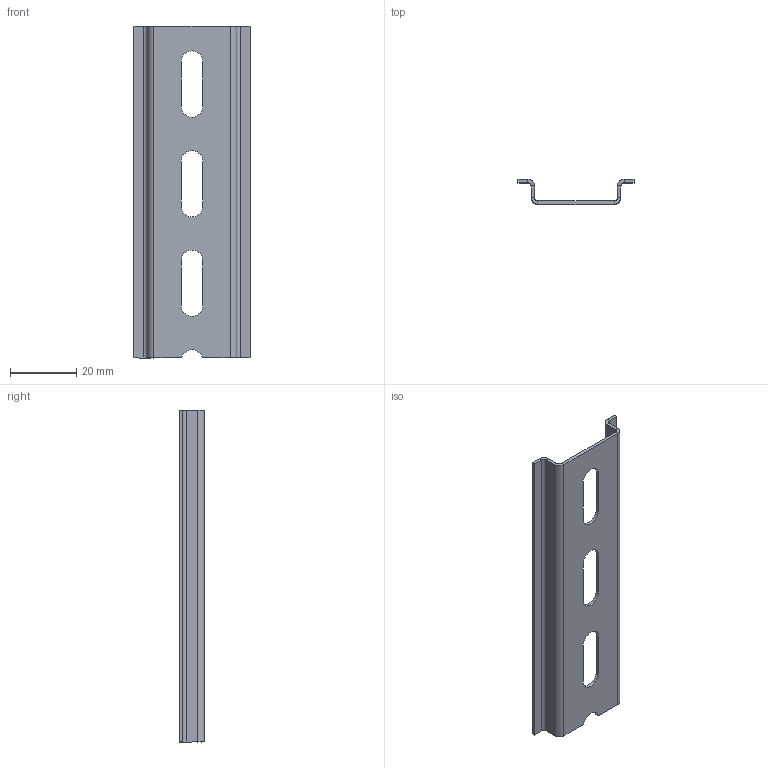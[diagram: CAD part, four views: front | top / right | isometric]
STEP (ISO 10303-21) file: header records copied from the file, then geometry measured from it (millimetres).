
FILE_DESCRIPTION (( 'STEP AP214' ), '1' );
FILE_NAME ('DNR-3-1,0-100.STEP', '2023-11-30T07:48:14', ( '' ), ( '' ), 'SwSTEP 2.0', 'SolidWorks 2022', '' );
FILE_SCHEMA (( 'AUTOMOTIVE_DESIGN' ));
Length unit declared in the file: millimetre
Products named in the file (1): DNR-3-1,0-100
Bounding box: 35 x 7.5 x 100 mm (x, y, z)
Volume: 4167.9 mm3; surface area: 8771.3 mm2
Topology: 1 solids, 1 shells, 52 faces, 118 edges, 68 vertices
Faces by surface type: plane 37, cylinder 15
Entity records: 1473 total; most frequent: DIRECTION 254, CARTESIAN_POINT 239, ORIENTED_EDGE 236, EDGE_CURVE 118, VECTOR 88, LINE 88, AXIS2_PLACEMENT_3D 83, VERTEX_POINT 68
